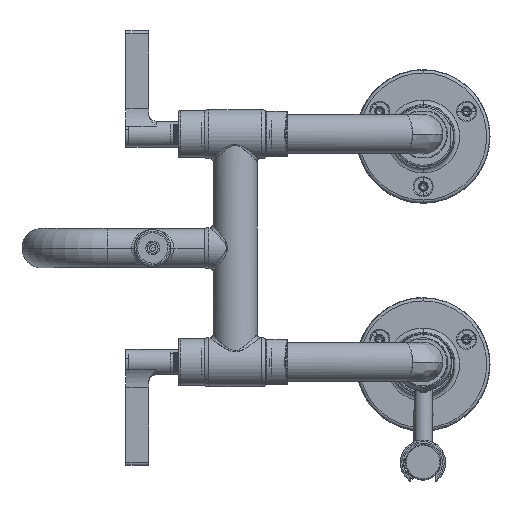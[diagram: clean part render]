
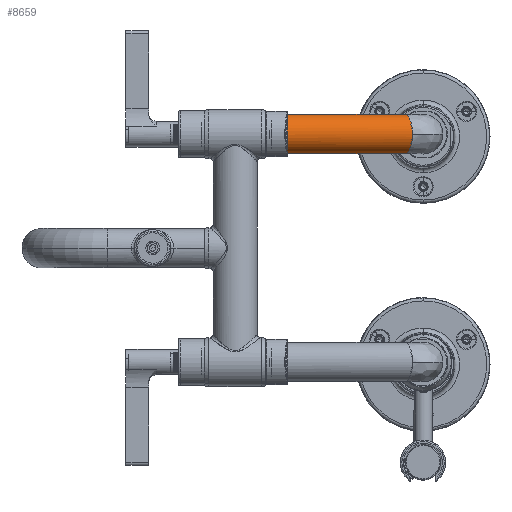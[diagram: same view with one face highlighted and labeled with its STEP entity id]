
A CAD part, top view. The second image highlights one B-rep face of the part: STEP entity #8659.
In plain terms, the highlighted cylindrical face has radius 13 mm (diameter 26 mm), a partial arc.
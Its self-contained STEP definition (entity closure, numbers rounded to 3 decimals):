
#8252=CARTESIAN_POINT('Vertex',(-7.,0.,916.)) ;
#8265=CARTESIAN_POINT('Vertex',(-12.5,13.,903.)) ;
#8269=CARTESIAN_POINT('Control Point',(-7.,0.,916.)) ;
#8270=CARTESIAN_POINT('Control Point',(-7.,2.638,916.)) ;
#8271=CARTESIAN_POINT('Control Point',(-7.283,5.279,915.331)) ;
#8272=CARTESIAN_POINT('Control Point',(-7.85,7.633,913.991)) ;
#8273=CARTESIAN_POINT('Control Point',(-9.073,10.672,911.099)) ;
#8274=CARTESIAN_POINT('Control Point',(-10.617,12.356,907.45)) ;
#8275=CARTESIAN_POINT('Control Point',(-11.235,12.785,905.99)) ;
#8276=CARTESIAN_POINT('Control Point',(-11.867,13.,904.495)) ;
#8277=CARTESIAN_POINT('Control Point',(-12.5,13.,903.)) ;
#8370=CARTESIAN_POINT('Control Point',(-12.5,-13.,903.)) ;
#8371=CARTESIAN_POINT('Control Point',(-11.621,-13.,905.079)) ;
#8372=CARTESIAN_POINT('Control Point',(-10.741,-12.584,907.157)) ;
#8373=CARTESIAN_POINT('Control Point',(-9.901,-11.755,909.143)) ;
#8374=CARTESIAN_POINT('Control Point',(-8.468,-9.425,912.53)) ;
#8375=CARTESIAN_POINT('Control Point',(-7.491,-5.892,914.84)) ;
#8376=CARTESIAN_POINT('Control Point',(-7.163,-4.009,915.614)) ;
#8377=CARTESIAN_POINT('Control Point',(-7.,-2.004,916.)) ;
#8378=CARTESIAN_POINT('Control Point',(-7.,0.,916.)) ;
#8379=CARTESIAN_POINT('Vertex',(-12.5,-13.,903.)) ;
#8616=CARTESIAN_POINT('Axis2P3D Location',(-53.367,0.,903.)) ;
#8622=CARTESIAN_POINT('Control Point',(-99.7,-13.,903.)) ;
#8623=CARTESIAN_POINT('Control Point',(-99.7,-13.,905.042)) ;
#8624=CARTESIAN_POINT('Control Point',(-99.7,-12.599,907.084)) ;
#8625=CARTESIAN_POINT('Control Point',(-99.7,-11.797,909.021)) ;
#8626=CARTESIAN_POINT('Control Point',(-99.7,-9.476,912.476)) ;
#8627=CARTESIAN_POINT('Control Point',(-99.7,-6.021,914.797)) ;
#8628=CARTESIAN_POINT('Control Point',(-99.7,-4.084,915.599)) ;
#8629=CARTESIAN_POINT('Control Point',(-99.7,0.,916.401)) ;
#8630=CARTESIAN_POINT('Control Point',(-99.7,4.084,915.599)) ;
#8631=CARTESIAN_POINT('Control Point',(-99.7,6.021,914.797)) ;
#8632=CARTESIAN_POINT('Control Point',(-99.7,9.476,912.476)) ;
#8633=CARTESIAN_POINT('Control Point',(-99.7,11.797,909.021)) ;
#8634=CARTESIAN_POINT('Control Point',(-99.7,12.599,907.084)) ;
#8635=CARTESIAN_POINT('Control Point',(-99.7,13.,905.042)) ;
#8636=CARTESIAN_POINT('Control Point',(-99.7,13.,903.)) ;
#8637=CARTESIAN_POINT('Vertex',(-99.7,-13.,903.)) ;
#8639=CARTESIAN_POINT('Vertex',(-99.7,13.,903.)) ;
#8642=CARTESIAN_POINT('Line Origine',(-53.367,-13.,903.)) ;
#8647=CARTESIAN_POINT('Line Origine',(-53.367,13.,903.)) ;
#8644=VECTOR('Line Direction',#8643,1.) ;
#8649=VECTOR('Line Direction',#8648,1.) ;
#8617=DIRECTION('Axis2P3D Direction',(-1.,0.,0.)) ;
#8618=DIRECTION('Axis2P3D XDirection',(0.,-1.,0.)) ;
#8643=DIRECTION('Vector Direction',(-1.,0.,0.)) ;
#8648=DIRECTION('Vector Direction',(-1.,0.,0.)) ;
#8619=AXIS2_PLACEMENT_3D('Cylinder Axis2P3D',#8616,#8617,#8618) ;
#8645=LINE('Line',#8642,#8644) ;
#8650=LINE('Line',#8647,#8649) ;
#8620=CYLINDRICAL_SURFACE('generated cylinder',#8619,13.) ;
#8278=EDGE_CURVE('',#8253,#8266,#8268,.T.) ;
#8381=EDGE_CURVE('',#8380,#8253,#8369,.T.) ;
#8641=EDGE_CURVE('',#8638,#8640,#8621,.T.) ;
#8646=EDGE_CURVE('',#8638,#8380,#8645,.F.) ;
#8651=EDGE_CURVE('',#8640,#8266,#8650,.F.) ;
#8653=ORIENTED_EDGE('',*,*,#8641,.F.) ;
#8654=ORIENTED_EDGE('',*,*,#8646,.T.) ;
#8655=ORIENTED_EDGE('',*,*,#8381,.T.) ;
#8656=ORIENTED_EDGE('',*,*,#8278,.T.) ;
#8657=ORIENTED_EDGE('',*,*,#8651,.F.) ;
#8652=EDGE_LOOP('',(#8653,#8654,#8655,#8656,#8657)) ;
#8253=VERTEX_POINT('',#8252) ;
#8266=VERTEX_POINT('',#8265) ;
#8380=VERTEX_POINT('',#8379) ;
#8638=VERTEX_POINT('',#8637) ;
#8640=VERTEX_POINT('',#8639) ;
#8659=ADVANCED_FACE('ZA00386.1\\P30560.1\\PartBody',(#8658),#8620,.T.) ;
#8268=B_SPLINE_CURVE_WITH_KNOTS('',5,(#8269,#8270,#8271,#8272,#8273,#8274,#8275,#8276,#8277),.UNSPECIFIED.,.F.,.U.,(6,3,6),(30.13,44.618,53.535),.UNSPECIFIED.) ;
#8369=B_SPLINE_CURVE_WITH_KNOTS('',5,(#8370,#8371,#8372,#8373,#8374,#8375,#8376,#8377,#8378),.UNSPECIFIED.,.F.,.U.,(6,3,6),(0.,12.35,23.317),.UNSPECIFIED.) ;
#8621=B_SPLINE_CURVE_WITH_KNOTS('',5,(#8622,#8623,#8624,#8625,#8626,#8627,#8628,#8629,#8630,#8631,#8632,#8633,#8634,#8635,#8636),.UNSPECIFIED.,.F.,.U.,(6,3,3,3,6),(-20.42,-10.21,0.,10.21,20.42),.UNSPECIFIED.) ;
#8658=FACE_OUTER_BOUND('',#8652,.T.) ;
